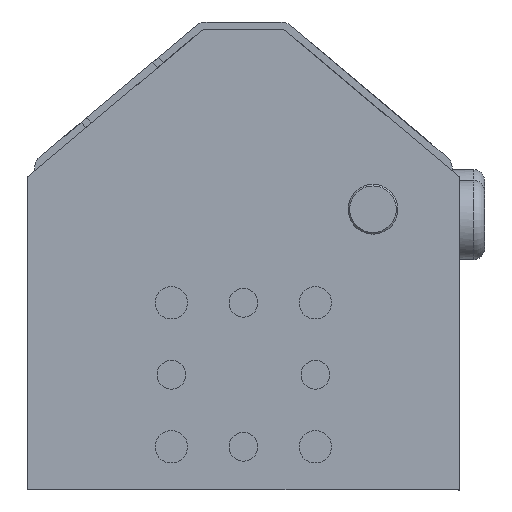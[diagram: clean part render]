
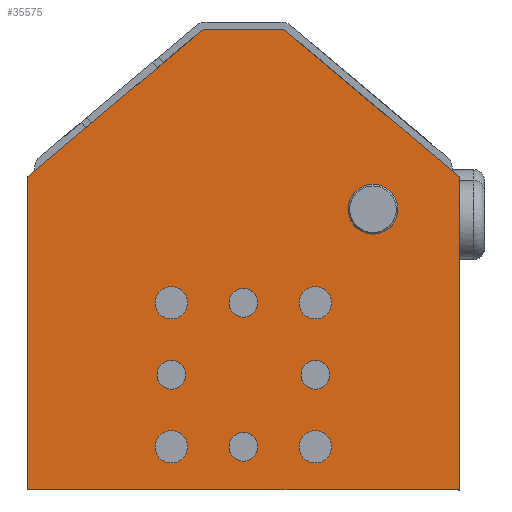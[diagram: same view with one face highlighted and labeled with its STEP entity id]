
A CAD part, left-side view. The second image highlights one B-rep face of the part: STEP entity #35575.
In plain terms, the highlighted face is planar.
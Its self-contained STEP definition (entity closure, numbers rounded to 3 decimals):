
#35277=CARTESIAN_POINT('',(170.,30.,-1.));
#35278=VERTEX_POINT('',#35277);
#35285=CARTESIAN_POINT('',(170.,-30.,-1.));
#35286=VERTEX_POINT('',#35285);
#35287=CARTESIAN_POINT('',(170.,30.,-1.));
#35288=DIRECTION('',(0.0,-1.0,0.0));
#35289=VECTOR('',#35288,60.0);
#35290=LINE('',#35287,#35289);
#35291=EDGE_CURVE('',#35278,#35286,#35290,.T.);
#35390=CARTESIAN_POINT('',(170.,-30.,42.492));
#35391=VERTEX_POINT('',#35390);
#35398=CARTESIAN_POINT('',(170.,-5.56,63.));
#35399=VERTEX_POINT('',#35398);
#35400=CARTESIAN_POINT('',(170.,-5.56,63.));
#35401=DIRECTION('',(0.,-0.766,-0.643));
#35402=VECTOR('',#35401,31.905);
#35403=LINE('',#35400,#35402);
#35404=EDGE_CURVE('',#35399,#35391,#35403,.T.);
#35427=CARTESIAN_POINT('',(170.,5.56,63.));
#35428=VERTEX_POINT('',#35427);
#35437=CARTESIAN_POINT('',(170.,-5.56,63.));
#35438=DIRECTION('',(0.0,1.0,0.0));
#35439=VECTOR('',#35438,11.119);
#35440=LINE('',#35437,#35439);
#35441=EDGE_CURVE('',#35399,#35428,#35440,.T.);
#35446=CARTESIAN_POINT('',(170.,0.,31.));
#35447=DIRECTION('',(-1.0,0.0,0.0));
#35448=DIRECTION('',(0.0,0.0,-1.0));
#35449=AXIS2_PLACEMENT_3D('',#35446,#35447,#35448);
#35450=PLANE('',#35449);
#35451=CARTESIAN_POINT('',(170.,30.,42.492));
#35452=VERTEX_POINT('',#35451);
#35453=CARTESIAN_POINT('',(170.,30.,42.492));
#35454=DIRECTION('',(0.,-0.766,0.643));
#35455=VECTOR('',#35454,31.905);
#35456=LINE('',#35453,#35455);
#35457=EDGE_CURVE('',#35452,#35428,#35456,.T.);
#35458=ORIENTED_EDGE('',*,*,#35457,.T.);
#35459=ORIENTED_EDGE('',*,*,#35441,.F.);
#35460=ORIENTED_EDGE('',*,*,#35404,.T.);
#35461=CARTESIAN_POINT('',(170.,-30.,-1.));
#35462=DIRECTION('',(0.0,0.0,1.0));
#35463=VECTOR('',#35462,43.492);
#35464=LINE('',#35461,#35463);
#35465=EDGE_CURVE('',#35286,#35391,#35464,.T.);
#35466=ORIENTED_EDGE('',*,*,#35465,.F.);
#35467=ORIENTED_EDGE('',*,*,#35291,.F.);
#35468=CARTESIAN_POINT('',(170.,30.,42.492));
#35469=DIRECTION('',(0.0,0.0,-1.0));
#35470=VECTOR('',#35469,43.492);
#35471=LINE('',#35468,#35470);
#35472=EDGE_CURVE('',#35452,#35278,#35471,.T.);
#35473=ORIENTED_EDGE('',*,*,#35472,.F.);
#35474=EDGE_LOOP('',(#35458,#35459,#35460,#35466,#35467,#35473));
#35475=FACE_OUTER_BOUND('',#35474,.T.);
#35476=CARTESIAN_POINT('',(170.,0.,27.));
#35477=VERTEX_POINT('',#35476);
#35478=CARTESIAN_POINT('',(170.,0.,25.));
#35479=DIRECTION('',(-1.0,0.0,0.0));
#35480=DIRECTION('',(0.0,0.0,-1.0));
#35481=AXIS2_PLACEMENT_3D('',#35478,#35479,#35480);
#35482=CIRCLE('',#35481,2.0);
#35483=EDGE_CURVE('',#35477,#35477,#35482,.T.);
#35484=ORIENTED_EDGE('',*,*,#35483,.T.);
#35485=EDGE_LOOP('',(#35484));
#35486=FACE_BOUND('',#35485,.T.);
#35487=CARTESIAN_POINT('',(170.,-10.,17.));
#35488=VERTEX_POINT('',#35487);
#35489=CARTESIAN_POINT('',(170.,-10.,15.));
#35490=DIRECTION('',(-1.0,0.0,0.0));
#35491=DIRECTION('',(0.0,0.0,-1.0));
#35492=AXIS2_PLACEMENT_3D('',#35489,#35490,#35491);
#35493=CIRCLE('',#35492,2.0);
#35494=EDGE_CURVE('',#35488,#35488,#35493,.T.);
#35495=ORIENTED_EDGE('',*,*,#35494,.T.);
#35496=EDGE_LOOP('',(#35495));
#35497=FACE_BOUND('',#35496,.T.);
#35498=CARTESIAN_POINT('',(170.,10.,17.));
#35499=VERTEX_POINT('',#35498);
#35500=CARTESIAN_POINT('',(170.,10.,15.));
#35501=DIRECTION('',(-1.0,0.0,0.0));
#35502=DIRECTION('',(0.0,0.0,-1.0));
#35503=AXIS2_PLACEMENT_3D('',#35500,#35501,#35502);
#35504=CIRCLE('',#35503,2.0);
#35505=EDGE_CURVE('',#35499,#35499,#35504,.T.);
#35506=ORIENTED_EDGE('',*,*,#35505,.T.);
#35507=EDGE_LOOP('',(#35506));
#35508=FACE_BOUND('',#35507,.T.);
#35509=CARTESIAN_POINT('',(170.,0.,7.));
#35510=VERTEX_POINT('',#35509);
#35511=CARTESIAN_POINT('',(170.,0.,5.));
#35512=DIRECTION('',(-1.0,0.0,0.0));
#35513=DIRECTION('',(0.0,0.0,-1.0));
#35514=AXIS2_PLACEMENT_3D('',#35511,#35512,#35513);
#35515=CIRCLE('',#35514,2.0);
#35516=EDGE_CURVE('',#35510,#35510,#35515,.T.);
#35517=ORIENTED_EDGE('',*,*,#35516,.T.);
#35518=EDGE_LOOP('',(#35517));
#35519=FACE_BOUND('',#35518,.T.);
#35520=CARTESIAN_POINT('',(170.,10.,7.25));
#35521=VERTEX_POINT('',#35520);
#35522=CARTESIAN_POINT('',(170.,10.,5.));
#35523=DIRECTION('',(-1.0,0.0,0.0));
#35524=DIRECTION('',(0.0,0.0,-1.0));
#35525=AXIS2_PLACEMENT_3D('',#35522,#35523,#35524);
#35526=CIRCLE('',#35525,2.25);
#35527=EDGE_CURVE('',#35521,#35521,#35526,.T.);
#35528=ORIENTED_EDGE('',*,*,#35527,.T.);
#35529=EDGE_LOOP('',(#35528));
#35530=FACE_BOUND('',#35529,.T.);
#35531=CARTESIAN_POINT('',(170.,-10.,27.25));
#35532=VERTEX_POINT('',#35531);
#35533=CARTESIAN_POINT('',(170.,-10.,25.));
#35534=DIRECTION('',(-1.0,0.0,0.0));
#35535=DIRECTION('',(0.0,0.0,-1.0));
#35536=AXIS2_PLACEMENT_3D('',#35533,#35534,#35535);
#35537=CIRCLE('',#35536,2.25);
#35538=EDGE_CURVE('',#35532,#35532,#35537,.T.);
#35539=ORIENTED_EDGE('',*,*,#35538,.T.);
#35540=EDGE_LOOP('',(#35539));
#35541=FACE_BOUND('',#35540,.T.);
#35542=CARTESIAN_POINT('',(170.,-10.,7.25));
#35543=VERTEX_POINT('',#35542);
#35544=CARTESIAN_POINT('',(170.,-10.,5.));
#35545=DIRECTION('',(-1.0,0.0,0.0));
#35546=DIRECTION('',(0.0,0.0,-1.0));
#35547=AXIS2_PLACEMENT_3D('',#35544,#35545,#35546);
#35548=CIRCLE('',#35547,2.25);
#35549=EDGE_CURVE('',#35543,#35543,#35548,.T.);
#35550=ORIENTED_EDGE('',*,*,#35549,.T.);
#35551=EDGE_LOOP('',(#35550));
#35552=FACE_BOUND('',#35551,.T.);
#35553=CARTESIAN_POINT('',(170.,10.,27.25));
#35554=VERTEX_POINT('',#35553);
#35555=CARTESIAN_POINT('',(170.,10.,25.));
#35556=DIRECTION('',(-1.0,0.0,0.0));
#35557=DIRECTION('',(0.0,0.0,-1.0));
#35558=AXIS2_PLACEMENT_3D('',#35555,#35556,#35557);
#35559=CIRCLE('',#35558,2.25);
#35560=EDGE_CURVE('',#35554,#35554,#35559,.T.);
#35561=ORIENTED_EDGE('',*,*,#35560,.T.);
#35562=EDGE_LOOP('',(#35561));
#35563=FACE_BOUND('',#35562,.T.);
#35564=CARTESIAN_POINT('',(170.,18.,41.459));
#35565=VERTEX_POINT('',#35564);
#35566=CARTESIAN_POINT('',(170.,18.,38.));
#35567=DIRECTION('',(-1.0,0.0,0.0));
#35568=DIRECTION('',(0.0,0.0,-1.0));
#35569=AXIS2_PLACEMENT_3D('',#35566,#35567,#35568);
#35570=CIRCLE('',#35569,3.459);
#35571=EDGE_CURVE('',#35565,#35565,#35570,.T.);
#35572=ORIENTED_EDGE('',*,*,#35571,.T.);
#35573=EDGE_LOOP('',(#35572));
#35574=FACE_BOUND('',#35573,.T.);
#35575=ADVANCED_FACE('',(#35475,#35486,#35497,#35508,#35519,#35530,#35541,#35552,#35563,#35574),#35450,.F.);
